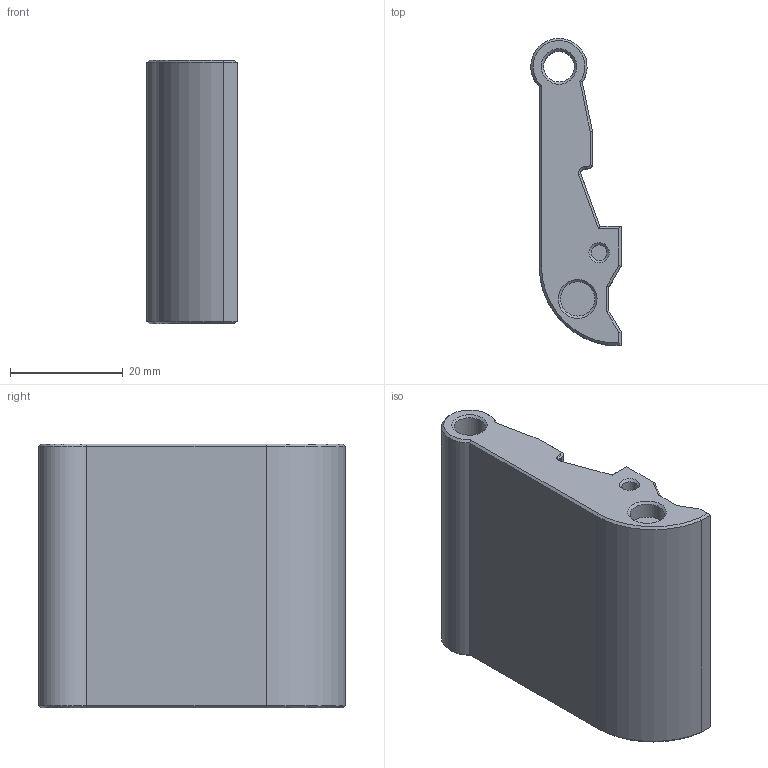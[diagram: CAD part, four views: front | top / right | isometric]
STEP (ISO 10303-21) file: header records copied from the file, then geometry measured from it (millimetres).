
FILE_DESCRIPTION(/* description */ (''),/* implementation_level */ '2;1');
FILE_NAME(/* name */ 'mini_fridge_handle RevD.step',/* time_stamp */ '2023-11-30T07:49:08-08:00',/* author */ (''),/* organization */ (''),/* preprocessor_version */ 'ST-DEVELOPER v20',/* originating_system */ 'Autodesk Translation Framework v12.14.0.127',/* authorisation */ '');
FILE_SCHEMA (('AUTOMOTIVE_DESIGN { 1 0 10303 214 3 1 1 }'));
Length unit declared in the file: millimetre
Products named in the file (1): (Unsaved)
Bounding box: 16.02 x 54.51 x 46.89 mm (x, y, z)
Volume: 23319.6 mm3; surface area: 8427.8 mm2
Topology: 1 solids, 1 shells, 92 faces, 214 edges, 128 vertices
Faces by surface type: plane 62, cone 16, cylinder 14
Full cylindrical faces by diameter (mm): 2.8 x2, 5.5 x1, 6.1 x4
Entity records: 2616 total; most frequent: CARTESIAN_POINT 476, DIRECTION 440, ORIENTED_EDGE 428, EDGE_CURVE 214, LINE 150, VECTOR 150, AXIS2_PLACEMENT_3D 145, VERTEX_POINT 128
